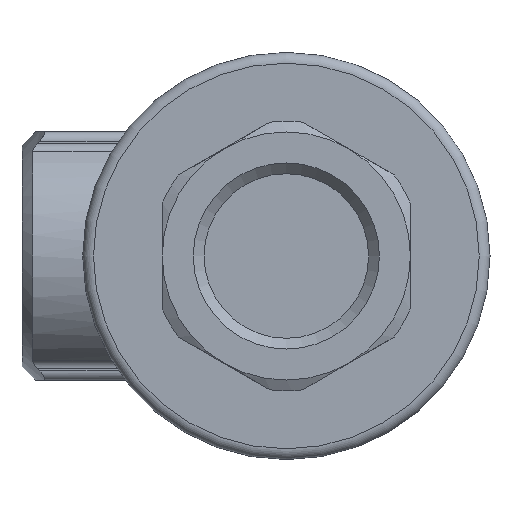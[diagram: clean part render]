
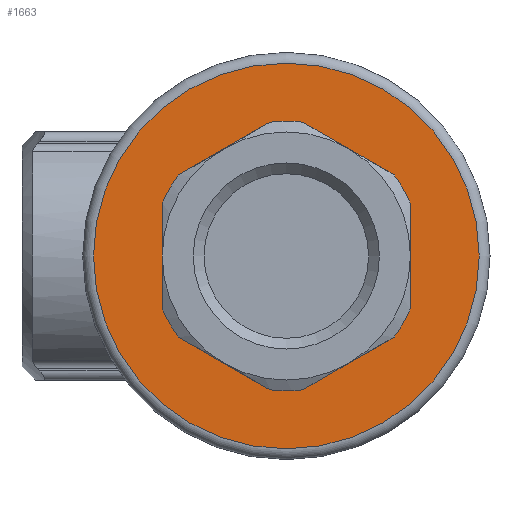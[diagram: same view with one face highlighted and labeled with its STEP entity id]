
A CAD part, left-side view. The second image highlights one B-rep face of the part: STEP entity #1663.
In plain terms, the highlighted planar face has unit normal (-1, 0, 0).
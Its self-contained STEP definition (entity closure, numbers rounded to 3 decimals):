
#67 = CARTESIAN_POINT ( 'NONE',  ( 17., 0., 35.75 ) ) ;
#79 = DIRECTION ( 'NONE',  ( 0., 0., -1. ) ) ;
#80 = DIRECTION ( 'NONE',  ( 1., 0., 0. ) ) ;
#81 = CARTESIAN_POINT ( 'NONE',  ( 17., 0., 0. ) ) ;
#130 = DIRECTION ( 'NONE',  ( 0., 0., -1. ) ) ;
#131 = DIRECTION ( 'NONE',  ( 1., 0., 0. ) ) ;
#132 = CARTESIAN_POINT ( 'NONE',  ( 17., 0., 0. ) ) ;
#514 = DIRECTION ( 'NONE',  ( 0., -0.866, -0.5 ) ) ;
#521 = DIRECTION ( 'NONE',  ( 0., -0.866, 0.5 ) ) ;
#706 = DIRECTION ( 'NONE',  ( 0., 0., 1. ) ) ;
#707 = CARTESIAN_POINT ( 'NONE',  ( 17., 0., 0. ) ) ;
#717 = DIRECTION ( 'NONE',  ( 0., 0., -1. ) ) ;
#804 = DIRECTION ( 'NONE',  ( 1., 0., 0. ) ) ;
#814 = DIRECTION ( 'NONE',  ( -1., 0., 0. ) ) ;
#818 = CARTESIAN_POINT ( 'NONE',  ( 17., -23., -13.279 ) ) ;
#872 = DIRECTION ( 'NONE',  ( 0., 0., -1. ) ) ;
#874 = DIRECTION ( 'NONE',  ( 1., 0., 0. ) ) ;
#876 = CARTESIAN_POINT ( 'NONE',  ( 17., 0., 0. ) ) ;
#909 = DIRECTION ( 'NONE',  ( 0., 0., -1. ) ) ;
#910 = DIRECTION ( 'NONE',  ( 1., 0., 0. ) ) ;
#911 = CARTESIAN_POINT ( 'NONE',  ( 17., 0., 0. ) ) ;
#918 = DIRECTION ( 'NONE',  ( 0., 0., -1. ) ) ;
#920 = DIRECTION ( 'NONE',  ( 1., 0., 0. ) ) ;
#921 = CARTESIAN_POINT ( 'NONE',  ( 17., 0., 0. ) ) ;
#929 = DIRECTION ( 'NONE',  ( 0., 0., -1. ) ) ;
#933 = DIRECTION ( 'NONE',  ( 0., 0.866, 0.5 ) ) ;
#937 = CARTESIAN_POINT ( 'NONE',  ( 17., 0., -26.558 ) ) ;
#939 = CARTESIAN_POINT ( 'NONE',  ( 17., 0., 0. ) ) ;
#941 = DIRECTION ( 'NONE',  ( 0., 0., 1. ) ) ;
#946 = CARTESIAN_POINT ( 'NONE',  ( 17., 23., 13.279 ) ) ;
#956 = CARTESIAN_POINT ( 'NONE',  ( 17., -23., 13.279 ) ) ;
#966 = VERTEX_POINT ( 'NONE', #2020 ) ;
#986 = EDGE_LOOP ( 'NONE', ( #1195, #1166, #1159, #1279, #2646, #1238, #1234, #1193, #2398, #1230, #1239, #1156 ) ) ;
#1077 = EDGE_LOOP ( 'NONE', ( #1277 ) ) ;
#1093 = VERTEX_POINT ( 'NONE', #2058 ) ;
#1156 = ORIENTED_EDGE ( 'NONE', *, *, #1709, .F. ) ;
#1159 = ORIENTED_EDGE ( 'NONE', *, *, #3082, .T. ) ;
#1166 = ORIENTED_EDGE ( 'NONE', *, *, #1705, .F. ) ;
#1188 = VERTEX_POINT ( 'NONE', #2060 ) ;
#1193 = ORIENTED_EDGE ( 'NONE', *, *, #1699, .F. ) ;
#1195 = ORIENTED_EDGE ( 'NONE', *, *, #2879, .T. ) ;
#1230 = ORIENTED_EDGE ( 'NONE', *, *, #1692, .F. ) ;
#1234 = ORIENTED_EDGE ( 'NONE', *, *, #3072, .T. ) ;
#1238 = ORIENTED_EDGE ( 'NONE', *, *, #1695, .F. ) ;
#1239 = ORIENTED_EDGE ( 'NONE', *, *, #2873, .T. ) ;
#1243 = VERTEX_POINT ( 'NONE', #2095 ) ;
#1248 = VERTEX_POINT ( 'NONE', #2116 ) ;
#1277 = ORIENTED_EDGE ( 'NONE', *, *, #1703, .T. ) ;
#1279 = ORIENTED_EDGE ( 'NONE', *, *, #1704, .F. ) ;
#1297 = VERTEX_POINT ( 'NONE', #2135 ) ;
#1377 = VERTEX_POINT ( 'NONE', #2084 ) ;
#1394 = VERTEX_POINT ( 'NONE', #2121 ) ;
#1455 = VERTEX_POINT ( 'NONE', #2114 ) ;
#1462 = VERTEX_POINT ( 'NONE', #2154 ) ;
#1545 = VERTEX_POINT ( 'NONE', #2171 ) ;
#1547 = VERTEX_POINT ( 'NONE', #1724 ) ;
#1663 = ADVANCED_FACE ( 'NONE', ( #2341, #2418 ), #1728, .T. ) ;
#1692 = EDGE_CURVE ( 'NONE', #1545, #1377, #2406, .T. ) ;
#1695 = EDGE_CURVE ( 'NONE', #1297, #1547, #2632, .T. ) ;
#1699 = EDGE_CURVE ( 'NONE', #1093, #1394, #2593, .T. ) ;
#1703 = EDGE_CURVE ( 'NONE', #2268, #2268, #2492, .T. ) ;
#1704 = EDGE_CURVE ( 'NONE', #1188, #1248, #2562, .T. ) ;
#1705 = EDGE_CURVE ( 'NONE', #966, #1243, #2334, .T. ) ;
#1709 = EDGE_CURVE ( 'NONE', #1455, #1462, #2703, .T. ) ;
#1715 = DIRECTION ( 'NONE',  ( 0., 0., 1. ) ) ;
#1719 = DIRECTION ( 'NONE',  ( -1., 0., 0. ) ) ;
#1724 = CARTESIAN_POINT ( 'NONE',  ( 17., 3.015, -24.818 ) ) ;
#1728 = PLANE ( 'NONE',  #2842 ) ;
#1733 = CARTESIAN_POINT ( 'NONE',  ( 17., 25., 0. ) ) ;
#1988 = CARTESIAN_POINT ( 'NONE',  ( 17., 23., -13.279 ) ) ;
#1989 = DIRECTION ( 'NONE',  ( 0., 0.866, -0.5 ) ) ;
#2020 = CARTESIAN_POINT ( 'NONE',  ( 17., -23., -9.798 ) ) ;
#2058 = CARTESIAN_POINT ( 'NONE',  ( 17., 23., 9.798 ) ) ;
#2060 = CARTESIAN_POINT ( 'NONE',  ( 17., -3.015, -24.818 ) ) ;
#2084 = CARTESIAN_POINT ( 'NONE',  ( 17., 19.985, 15.02 ) ) ;
#2095 = CARTESIAN_POINT ( 'NONE',  ( 17., -23., 9.798 ) ) ;
#2114 = CARTESIAN_POINT ( 'NONE',  ( 17., -19.985, 15.02 ) ) ;
#2116 = CARTESIAN_POINT ( 'NONE',  ( 17., -19.985, -15.02 ) ) ;
#2121 = CARTESIAN_POINT ( 'NONE',  ( 17., 23., -9.798 ) ) ;
#2135 = CARTESIAN_POINT ( 'NONE',  ( 17., 19.985, -15.02 ) ) ;
#2145 = CARTESIAN_POINT ( 'NONE',  ( 17., 0., 26.558 ) ) ;
#2154 = CARTESIAN_POINT ( 'NONE',  ( 17., -3.015, 24.818 ) ) ;
#2171 = CARTESIAN_POINT ( 'NONE',  ( 17., 3.015, 24.818 ) ) ;
#2268 = VERTEX_POINT ( 'NONE', #67 ) ;
#2272 = CIRCLE ( 'NONE', #2752, 25. ) ;
#2286 = CIRCLE ( 'NONE', #2757, 25. ) ;
#2334 = LINE ( 'NONE', #818, #2411 ) ;
#2337 = VECTOR ( 'NONE', #514, 1000. ) ;
#2341 = FACE_OUTER_BOUND ( 'NONE', #1077, .T. ) ;
#2370 = VECTOR ( 'NONE', #933, 1000. ) ;
#2389 = VECTOR ( 'NONE', #1989, 1000. ) ;
#2398 = ORIENTED_EDGE ( 'NONE', *, *, #2981, .T. ) ;
#2399 = CIRCLE ( 'NONE', #2810, 25. ) ;
#2406 = LINE ( 'NONE', #2145, #2389 ) ;
#2411 = VECTOR ( 'NONE', #941, 1000. ) ;
#2413 = CIRCLE ( 'NONE', #2782, 25. ) ;
#2418 = FACE_BOUND ( 'NONE', #986, .T. ) ;
#2419 = VECTOR ( 'NONE', #521, 1000. ) ;
#2460 = CIRCLE ( 'NONE', #2812, 25. ) ;
#2492 = CIRCLE ( 'NONE', #2819, 35.75 ) ;
#2562 = LINE ( 'NONE', #937, #2419 ) ;
#2577 = CIRCLE ( 'NONE', #2813, 25. ) ;
#2593 = LINE ( 'NONE', #946, #2718 ) ;
#2632 = LINE ( 'NONE', #1988, #2337 ) ;
#2646 = ORIENTED_EDGE ( 'NONE', *, *, #2876, .T. ) ;
#2703 = LINE ( 'NONE', #956, #2370 ) ;
#2718 = VECTOR ( 'NONE', #717, 1000. ) ;
#2752 = AXIS2_PLACEMENT_3D ( 'NONE', #81, #80, #79 ) ;
#2757 = AXIS2_PLACEMENT_3D ( 'NONE', #132, #131, #130 ) ;
#2782 = AXIS2_PLACEMENT_3D ( 'NONE', #707, #804, #929 ) ;
#2810 = AXIS2_PLACEMENT_3D ( 'NONE', #876, #874, #872 ) ;
#2812 = AXIS2_PLACEMENT_3D ( 'NONE', #911, #910, #909 ) ;
#2813 = AXIS2_PLACEMENT_3D ( 'NONE', #921, #920, #918 ) ;
#2819 = AXIS2_PLACEMENT_3D ( 'NONE', #939, #814, #706 ) ;
#2842 = AXIS2_PLACEMENT_3D ( 'NONE', #1733, #1719, #1715 ) ;
#2873 = EDGE_CURVE ( 'NONE', #1545, #1462, #2577, .T. ) ;
#2876 = EDGE_CURVE ( 'NONE', #1188, #1547, #2460, .T. ) ;
#2879 = EDGE_CURVE ( 'NONE', #1455, #1243, #2399, .T. ) ;
#2981 = EDGE_CURVE ( 'NONE', #1093, #1377, #2413, .T. ) ;
#3072 = EDGE_CURVE ( 'NONE', #1297, #1394, #2286, .T. ) ;
#3082 = EDGE_CURVE ( 'NONE', #966, #1248, #2272, .T. ) ;
